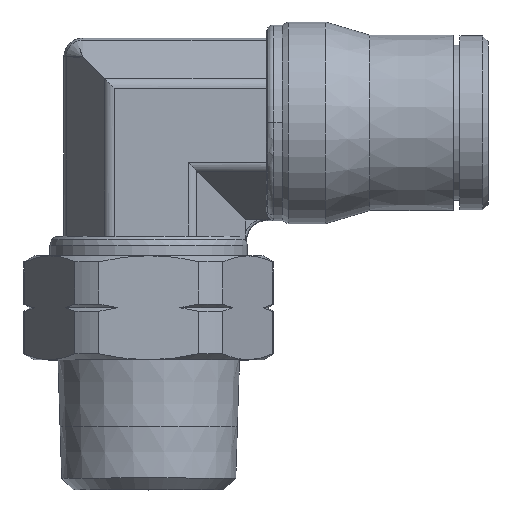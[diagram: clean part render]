
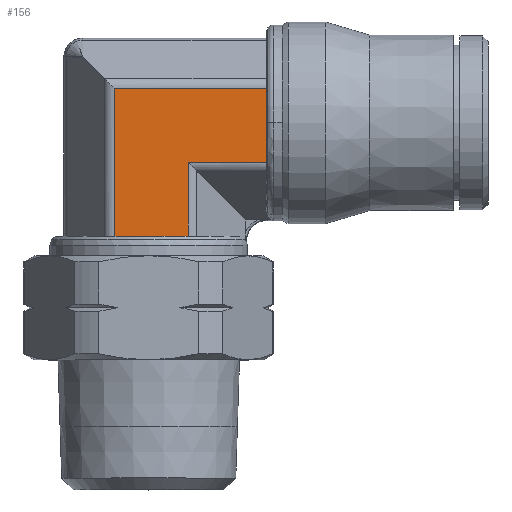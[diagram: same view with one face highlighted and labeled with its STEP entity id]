
A CAD part, top view. The second image highlights one B-rep face of the part: STEP entity #156.
In plain terms, the highlighted planar face has unit normal (0, 0, 1).
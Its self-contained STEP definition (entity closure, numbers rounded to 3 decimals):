
#156=ADVANCED_FACE('',(#422),#423,.T.);
#422=FACE_OUTER_BOUND('',#729,.T.);
#423=PLANE('',#730);
#729=EDGE_LOOP('',(#1652,#1653,#1654,#1655,#1656,#1657));
#730=AXIS2_PLACEMENT_3D('',#1658,#1659,#1660);
#1652=ORIENTED_EDGE('',*,*,#2258,.T.);
#1653=ORIENTED_EDGE('',*,*,#2259,.T.);
#1654=ORIENTED_EDGE('',*,*,#2260,.F.);
#1655=ORIENTED_EDGE('',*,*,#2261,.F.);
#1656=ORIENTED_EDGE('',*,*,#2262,.T.);
#1657=ORIENTED_EDGE('',*,*,#2255,.T.);
#1658=CARTESIAN_POINT('',(-20.326,-0.233,7.5));
#1659=DIRECTION('',(0.,0.,1.0));
#1660=DIRECTION('',(0.,1.0,0.));
#2255=EDGE_CURVE('',#2804,#2802,#2805,.T.);
#2258=EDGE_CURVE('',#2802,#2809,#2810,.T.);
#2259=EDGE_CURVE('',#2809,#2811,#2812,.T.);
#2260=EDGE_CURVE('',#2813,#2811,#2814,.T.);
#2261=EDGE_CURVE('',#2815,#2813,#2816,.T.);
#2262=EDGE_CURVE('',#2815,#2804,#2817,.T.);
#2802=VERTEX_POINT('',#4167);
#2804=VERTEX_POINT('',#4169);
#2805=LINE('',#4170,#4171);
#2809=VERTEX_POINT('',#4176);
#2810=LINE('',#4177,#4178);
#2811=VERTEX_POINT('',#4179);
#2812=LINE('',#4180,#4181);
#2813=VERTEX_POINT('',#4182);
#2814=LINE('',#4183,#4184);
#2815=VERTEX_POINT('',#4185);
#2816=LINE('',#4186,#4187);
#2817=LINE('',#4188,#4189);
#4167=CARTESIAN_POINT('',(-35.975,3.335,7.5));
#4169=CARTESIAN_POINT('',(-21.326,3.335,7.5));
#4170=CARTESIAN_POINT('',(-20.326,3.335,7.5));
#4171=VECTOR('',#4827,1.0);
#4176=CARTESIAN_POINT('',(-35.975,-10.91,7.5));
#4177=CARTESIAN_POINT('',(-35.975,3.567,7.5));
#4178=VECTOR('',#4832,1.0);
#4179=CARTESIAN_POINT('',(-28.84,-10.91,7.5));
#4180=CARTESIAN_POINT('',(-34.774,-10.91,7.5));
#4181=VECTOR('',#4833,1.0);
#4182=CARTESIAN_POINT('',(-28.84,-3.8,7.5));
#4183=CARTESIAN_POINT('',(-28.84,6.366,7.5));
#4184=VECTOR('',#4834,1.0);
#4185=CARTESIAN_POINT('',(-21.326,-3.8,7.5));
#4186=CARTESIAN_POINT('',(-20.326,-3.8,7.5));
#4187=VECTOR('',#4835,1.0);
#4188=CARTESIAN_POINT('',(-21.326,2.08,7.5));
#4189=VECTOR('',#4836,1.0);
#4827=DIRECTION('',(-1.0,0.0,0.));
#4832=DIRECTION('',(0.,-1.0,0.));
#4833=DIRECTION('',(1.0,0.0,0.));
#4834=DIRECTION('',(0.,-1.0,0.));
#4835=DIRECTION('',(-1.0,0.0,0.));
#4836=DIRECTION('',(0.0,1.0,0.));
